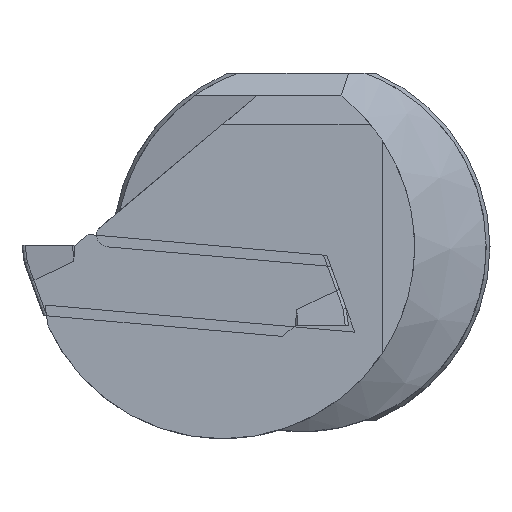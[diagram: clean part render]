
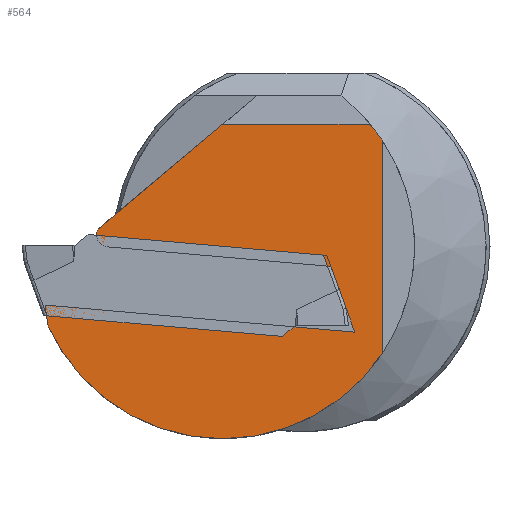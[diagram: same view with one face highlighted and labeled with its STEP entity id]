
A CAD part, left-side view. The second image highlights one B-rep face of the part: STEP entity #564.
In plain terms, the highlighted planar face has unit normal (-1, 0, 0).
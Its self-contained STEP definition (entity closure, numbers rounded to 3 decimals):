
#59=CIRCLE('',#1613,12.7);
#60=CIRCLE('',#1614,12.7);
#61=CIRCLE('',#1615,0.8);
#564=ADVANCED_FACE('',(#662),#611,.T.);
#611=PLANE('',#1616);
#662=FACE_OUTER_BOUND('',#721,.T.);
#721=EDGE_LOOP('',(#965,#966,#967,#968,#969,#970,#971,#972,#973,#974));
#965=ORIENTED_EDGE('',*,*,#1296,.T.);
#966=ORIENTED_EDGE('',*,*,#1297,.F.);
#967=ORIENTED_EDGE('',*,*,#1298,.F.);
#968=ORIENTED_EDGE('',*,*,#1299,.F.);
#969=ORIENTED_EDGE('',*,*,#1300,.F.);
#970=ORIENTED_EDGE('',*,*,#1301,.F.);
#971=ORIENTED_EDGE('',*,*,#1302,.F.);
#972=ORIENTED_EDGE('',*,*,#1303,.T.);
#973=ORIENTED_EDGE('',*,*,#1304,.T.);
#974=ORIENTED_EDGE('',*,*,#1305,.T.);
#1161=VERTEX_POINT('',#2230);
#1162=VERTEX_POINT('',#2231);
#1163=VERTEX_POINT('',#2233);
#1164=VERTEX_POINT('',#2235);
#1165=VERTEX_POINT('',#2237);
#1166=VERTEX_POINT('',#2239);
#1167=VERTEX_POINT('',#2241);
#1168=VERTEX_POINT('',#2243);
#1169=VERTEX_POINT('',#2245);
#1170=VERTEX_POINT('',#2247);
#1296=EDGE_CURVE('',#1161,#1162,#1418,.T.);
#1297=EDGE_CURVE('',#1163,#1162,#1419,.T.);
#1298=EDGE_CURVE('',#1164,#1163,#59,.T.);
#1299=EDGE_CURVE('',#1165,#1164,#1420,.T.);
#1300=EDGE_CURVE('',#1166,#1165,#60,.T.);
#1301=EDGE_CURVE('',#1167,#1166,#1421,.T.);
#1302=EDGE_CURVE('',#1168,#1167,#1422,.T.);
#1303=EDGE_CURVE('',#1168,#1169,#61,.T.);
#1304=EDGE_CURVE('',#1169,#1170,#1423,.T.);
#1305=EDGE_CURVE('',#1170,#1161,#1424,.T.);
#1418=LINE('',#2229,#1515);
#1419=LINE('',#2232,#1516);
#1420=LINE('',#2236,#1517);
#1421=LINE('',#2240,#1518);
#1422=LINE('',#2242,#1519);
#1423=LINE('',#2246,#1520);
#1424=LINE('',#2248,#1521);
#1515=VECTOR('',#1851,1.);
#1516=VECTOR('',#1852,1.);
#1517=VECTOR('',#1855,1.);
#1518=VECTOR('',#1858,1.);
#1519=VECTOR('',#1859,1.);
#1520=VECTOR('',#1862,1.);
#1521=VECTOR('',#1863,1.);
#1613=AXIS2_PLACEMENT_3D('',#2234,#1853,#1854);
#1614=AXIS2_PLACEMENT_3D('',#2238,#1856,#1857);
#1615=AXIS2_PLACEMENT_3D('',#2244,#1860,#1861);
#1616=AXIS2_PLACEMENT_3D('',#2249,#1864,#1865);
#1851=DIRECTION('',(0.,0.996,0.087));
#1852=DIRECTION('',(0.,0.122,0.993));
#1853=DIRECTION('',(1.,0.,0.));
#1854=DIRECTION('',(0.,1.,0.));
#1855=DIRECTION('',(0.,0.,-1.));
#1856=DIRECTION('',(1.,0.,0.));
#1857=DIRECTION('',(0.,1.,0.));
#1858=DIRECTION('',(0.,-1.,0.));
#1859=DIRECTION('',(0.,-0.766,0.643));
#1860=DIRECTION('',(-1.,0.,0.));
#1861=DIRECTION('',(0.,1.,0.));
#1862=DIRECTION('',(0.,-0.996,-0.087));
#1863=DIRECTION('',(0.,-0.342,-0.94));
#1864=DIRECTION('',(-1.,0.,0.));
#1865=DIRECTION('',(0.,1.,0.));
#2229=CARTESIAN_POINT('',(0.4,0.463,-5.293));
#2230=CARTESIAN_POINT('',(0.4,-3.545,-5.643));
#2231=CARTESIAN_POINT('',(0.4,16.963,-3.849));
#2232=CARTESIAN_POINT('',(0.4,16.694,-6.04));
#2233=CARTESIAN_POINT('',(0.4,16.801,-5.168));
#2234=CARTESIAN_POINT('',(0.4,5.2,0.));
#2235=CARTESIAN_POINT('',(0.4,-5.4,-6.995));
#2236=CARTESIAN_POINT('',(0.4,-5.4,0.));
#2237=CARTESIAN_POINT('',(0.4,-5.4,6.995));
#2238=CARTESIAN_POINT('',(0.4,5.2,0.));
#2239=CARTESIAN_POINT('',(0.4,-4.553,8.135));
#2240=CARTESIAN_POINT('',(0.4,0.,8.135));
#2241=CARTESIAN_POINT('',(0.4,5.191,8.135));
#2242=CARTESIAN_POINT('',(0.4,17.197,-1.94));
#2243=CARTESIAN_POINT('',(0.4,13.458,1.198));
#2244=CARTESIAN_POINT('',(0.4,12.762,0.803));
#2245=CARTESIAN_POINT('',(0.4,12.832,0.006));
#2246=CARTESIAN_POINT('',(0.4,0.097,-1.109));
#2247=CARTESIAN_POINT('',(0.4,-1.96,-1.288));
#2248=CARTESIAN_POINT('',(0.4,-1.316,0.479));
#2249=CARTESIAN_POINT('',(0.4,0.,0.));
